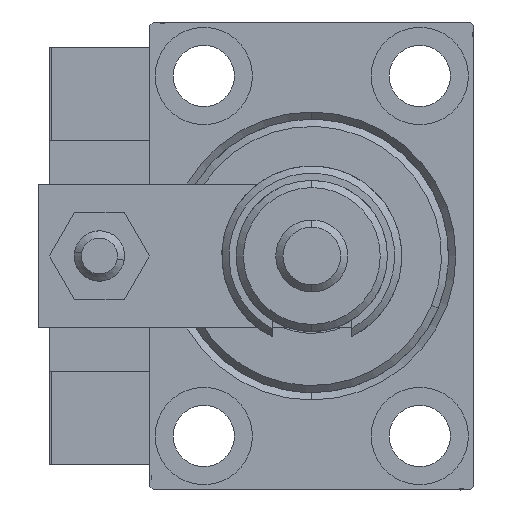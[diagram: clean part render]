
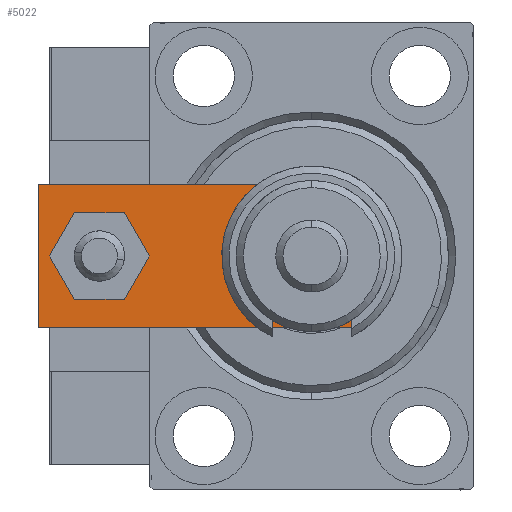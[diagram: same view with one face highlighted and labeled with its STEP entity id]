
A CAD part, left-side view. The second image highlights one B-rep face of the part: STEP entity #5022.
In plain terms, the highlighted face is planar.
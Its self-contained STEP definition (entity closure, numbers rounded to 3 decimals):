
#1312 = EDGE_CURVE ( 'NONE', #21641, #34156, #52856, .T. ) ;
#2130 = ORIENTED_EDGE ( 'NONE', *, *, #37482, .F. ) ;
#2450 = CARTESIAN_POINT ( 'NONE',  ( -10., 48., 6. ) ) ;
#3145 = EDGE_CURVE ( 'NONE', #38915, #10909, #33578, .T. ) ;
#3793 = CARTESIAN_POINT ( 'NONE',  ( -2.88, -2.88, 6. ) ) ;
#3951 = CARTESIAN_POINT ( 'NONE',  ( 10., 48., 6. ) ) ;
#4065 = CARTESIAN_POINT ( 'NONE',  ( -7.25, 10., 6. ) ) ;
#4320 = DIRECTION ( 'NONE',  ( 0.707, 0.707, 0. ) ) ;
#4482 = LINE ( 'NONE', #3951, #53052 ) ;
#4866 = CARTESIAN_POINT ( 'NONE',  ( -10., 0., 6. ) ) ;
#5022 = ADVANCED_FACE ( 'NONE', ( #27919, #44347, #11818 ), #52421, .T. ) ;
#5309 = EDGE_LOOP ( 'NONE', ( #21488, #2130 ) ) ;
#6247 = ORIENTED_EDGE ( 'NONE', *, *, #40685, .T. ) ;
#7461 = DIRECTION ( 'NONE',  ( 0., 1., 0. ) ) ;
#8571 = EDGE_CURVE ( 'NONE', #14297, #28656, #44944, .T. ) ;
#8581 = ORIENTED_EDGE ( 'NONE', *, *, #1312, .T. ) ;
#9443 = DIRECTION ( 'NONE',  ( 1., 0., 0. ) ) ;
#9631 = CARTESIAN_POINT ( 'NONE',  ( 0., 10., 6. ) ) ;
#9714 = CARTESIAN_POINT ( 'NONE',  ( 0., 39.5, 6. ) ) ;
#10307 = ORIENTED_EDGE ( 'NONE', *, *, #11278, .T. ) ;
#10909 = VERTEX_POINT ( 'NONE', #32088 ) ;
#11278 = EDGE_CURVE ( 'NONE', #17945, #42376, #41673, .T. ) ;
#11322 = LINE ( 'NONE', #36560, #13964 ) ;
#11564 = CARTESIAN_POINT ( 'NONE',  ( 0., 0., 6. ) ) ;
#11818 = FACE_BOUND ( 'NONE', #5309, .T. ) ;
#13700 = CARTESIAN_POINT ( 'NONE',  ( 10., 48., 6. ) ) ;
#13964 = VECTOR ( 'NONE', #4320, 1000. ) ;
#14297 = VERTEX_POINT ( 'NONE', #27764 ) ;
#15457 = CARTESIAN_POINT ( 'NONE',  ( 0., 39.5, 6. ) ) ;
#15609 = DIRECTION ( 'NONE',  ( 0.707, -0.707, 0. ) ) ;
#16249 = DIRECTION ( 'NONE',  ( 0., 0., 1. ) ) ;
#17945 = VERTEX_POINT ( 'NONE', #30885 ) ;
#20476 = ORIENTED_EDGE ( 'NONE', *, *, #47771, .T. ) ;
#20899 = VECTOR ( 'NONE', #37626, 1000. ) ;
#20905 = EDGE_CURVE ( 'NONE', #28656, #14297, #27182, .T. ) ;
#21084 = VERTEX_POINT ( 'NONE', #46073 ) ;
#21422 = DIRECTION ( 'NONE',  ( 0., 0., 1. ) ) ;
#21488 = ORIENTED_EDGE ( 'NONE', *, *, #3145, .F. ) ;
#21641 = VERTEX_POINT ( 'NONE', #36214 ) ;
#22034 = LINE ( 'NONE', #2450, #42858 ) ;
#22711 = EDGE_CURVE ( 'NONE', #33503, #17945, #24180, .T. ) ;
#23256 = ORIENTED_EDGE ( 'NONE', *, *, #8571, .F. ) ;
#23505 = DIRECTION ( 'NONE',  ( 1., 0., 0. ) ) ;
#23543 = CARTESIAN_POINT ( 'NONE',  ( 10., 0., 6. ) ) ;
#24180 = LINE ( 'NONE', #3793, #33317 ) ;
#24949 = DIRECTION ( 'NONE',  ( 1., 0., 0. ) ) ;
#26872 = DIRECTION ( 'NONE',  ( 0., -1., 0. ) ) ;
#27182 = CIRCLE ( 'NONE', #44413, 4. ) ;
#27649 = AXIS2_PLACEMENT_3D ( 'NONE', #11564, #28180, #24949 ) ;
#27764 = CARTESIAN_POINT ( 'NONE',  ( 4., 39.5, 6. ) ) ;
#27919 = FACE_BOUND ( 'NONE', #42944, .T. ) ;
#28180 = DIRECTION ( 'NONE',  ( 0., 0., 1. ) ) ;
#28630 = CARTESIAN_POINT ( 'NONE',  ( 5.76, 0., 6. ) ) ;
#28656 = VERTEX_POINT ( 'NONE', #46766 ) ;
#30885 = CARTESIAN_POINT ( 'NONE',  ( -5.76, 0., 6. ) ) ;
#32088 = CARTESIAN_POINT ( 'NONE',  ( 7.25, 10., 6. ) ) ;
#33317 = VECTOR ( 'NONE', #15609, 1000. ) ;
#33503 = VERTEX_POINT ( 'NONE', #46361 ) ;
#33578 = CIRCLE ( 'NONE', #37866, 7.25 ) ;
#34156 = VERTEX_POINT ( 'NONE', #13700 ) ;
#34651 = AXIS2_PLACEMENT_3D ( 'NONE', #9714, #46253, #9443 ) ;
#36214 = CARTESIAN_POINT ( 'NONE',  ( 10., 4.24, 6. ) ) ;
#36560 = CARTESIAN_POINT ( 'NONE',  ( 2.88, -2.88, 6. ) ) ;
#36584 = EDGE_CURVE ( 'NONE', #42376, #21641, #11322, .T. ) ;
#37482 = EDGE_CURVE ( 'NONE', #10909, #38915, #43168, .T. ) ;
#37626 = DIRECTION ( 'NONE',  ( 1., 0., 0. ) ) ;
#37866 = AXIS2_PLACEMENT_3D ( 'NONE', #9631, #21422, #51018 ) ;
#38077 = ORIENTED_EDGE ( 'NONE', *, *, #22711, .T. ) ;
#38915 = VERTEX_POINT ( 'NONE', #4065 ) ;
#39014 = CARTESIAN_POINT ( 'NONE',  ( 0., 10., 6. ) ) ;
#40685 = EDGE_CURVE ( 'NONE', #34156, #21084, #4482, .T. ) ;
#41673 = LINE ( 'NONE', #4866, #20899 ) ;
#42086 = VECTOR ( 'NONE', #7461, 1000. ) ;
#42376 = VERTEX_POINT ( 'NONE', #28630 ) ;
#42858 = VECTOR ( 'NONE', #26872, 1000. ) ;
#42944 = EDGE_LOOP ( 'NONE', ( #47153, #23256 ) ) ;
#43168 = CIRCLE ( 'NONE', #49216, 7.25 ) ;
#44165 = ORIENTED_EDGE ( 'NONE', *, *, #36584, .T. ) ;
#44347 = FACE_OUTER_BOUND ( 'NONE', #49566, .T. ) ;
#44413 = AXIS2_PLACEMENT_3D ( 'NONE', #15457, #16249, #23505 ) ;
#44944 = CIRCLE ( 'NONE', #34651, 4. ) ;
#45321 = DIRECTION ( 'NONE',  ( -1., 0., 0. ) ) ;
#46073 = CARTESIAN_POINT ( 'NONE',  ( -10., 48., 6. ) ) ;
#46253 = DIRECTION ( 'NONE',  ( 0., 0., 1. ) ) ;
#46361 = CARTESIAN_POINT ( 'NONE',  ( -10., 4.24, 6. ) ) ;
#46766 = CARTESIAN_POINT ( 'NONE',  ( -4., 39.5, 6. ) ) ;
#47153 = ORIENTED_EDGE ( 'NONE', *, *, #20905, .F. ) ;
#47771 = EDGE_CURVE ( 'NONE', #21084, #33503, #22034, .T. ) ;
#49216 = AXIS2_PLACEMENT_3D ( 'NONE', #39014, #51390, #51129 ) ;
#49566 = EDGE_LOOP ( 'NONE', ( #20476, #38077, #10307, #44165, #8581, #6247 ) ) ;
#51018 = DIRECTION ( 'NONE',  ( 1., 0., 0. ) ) ;
#51129 = DIRECTION ( 'NONE',  ( 1., 0., 0. ) ) ;
#51390 = DIRECTION ( 'NONE',  ( 0., 0., 1. ) ) ;
#52421 = PLANE ( 'NONE',  #27649 ) ;
#52856 = LINE ( 'NONE', #23543, #42086 ) ;
#53052 = VECTOR ( 'NONE', #45321, 1000. ) ;
